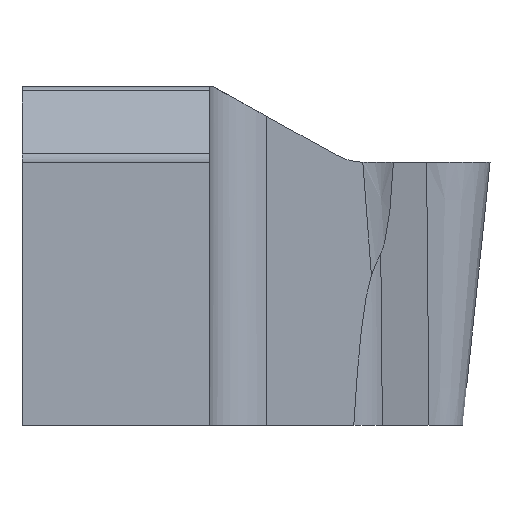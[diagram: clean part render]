
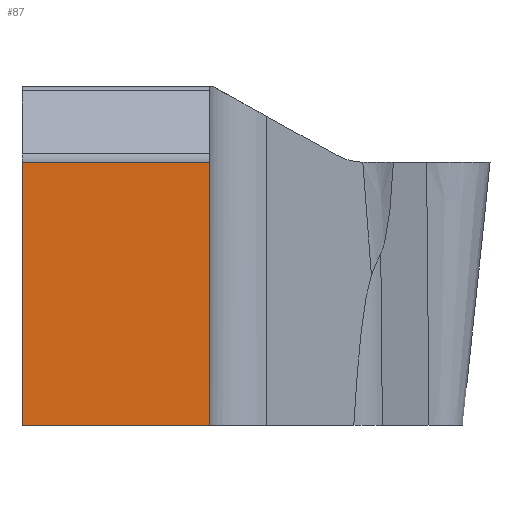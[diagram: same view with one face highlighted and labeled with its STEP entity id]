
A CAD part, front view. The second image highlights one B-rep face of the part: STEP entity #87.
In plain terms, the highlighted planar face has unit normal (0, -1, 0).
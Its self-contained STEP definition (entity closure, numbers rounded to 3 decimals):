
#87=ADVANCED_FACE('',(#128),#105,.F.);
#105=PLANE('',#604);
#128=FACE_OUTER_BOUND('',#155,.T.);
#155=EDGE_LOOP('',(#264,#265,#266,#267));
#264=ORIENTED_EDGE('',*,*,#401,.F.);
#265=ORIENTED_EDGE('',*,*,#427,.F.);
#266=ORIENTED_EDGE('',*,*,#428,.T.);
#267=ORIENTED_EDGE('',*,*,#424,.F.);
#342=VERTEX_POINT('',#977);
#343=VERTEX_POINT('',#979);
#360=VERTEX_POINT('',#1027);
#361=VERTEX_POINT('',#1031);
#401=EDGE_CURVE('',#342,#343,#455,.T.);
#424=EDGE_CURVE('',#343,#360,#467,.T.);
#427=EDGE_CURVE('',#361,#342,#468,.T.);
#428=EDGE_CURVE('',#361,#360,#469,.T.);
#455=LINE('',#978,#496);
#467=LINE('',#1026,#508);
#468=LINE('',#1032,#509);
#469=LINE('',#1036,#510);
#496=VECTOR('',#673,1.);
#508=VECTOR('',#715,1.);
#509=VECTOR('',#722,1.);
#510=VECTOR('',#729,1.);
#604=AXIS2_PLACEMENT_3D('',#1037,#730,#731);
#673=DIRECTION('',(-1.,0.,0.));
#715=DIRECTION('',(0.,0.,1.));
#722=DIRECTION('',(0.,0.,-1.));
#729=DIRECTION('',(-1.,0.,0.));
#730=DIRECTION('',(0.,1.,0.));
#731=DIRECTION('',(0.,0.,1.));
#977=CARTESIAN_POINT('',(1.597,-11.8,-4.495));
#978=CARTESIAN_POINT('',(0.,-11.8,-4.495));
#979=CARTESIAN_POINT('',(-1.597,-11.8,-4.495));
#1026=CARTESIAN_POINT('',(-1.597,-11.8,10.));
#1027=CARTESIAN_POINT('',(-1.597,-11.8,0.));
#1031=CARTESIAN_POINT('',(1.597,-11.8,0.));
#1032=CARTESIAN_POINT('',(1.597,-11.8,10.));
#1036=CARTESIAN_POINT('',(-40.,-11.8,0.));
#1037=CARTESIAN_POINT('',(0.,-11.8,-2.184));
